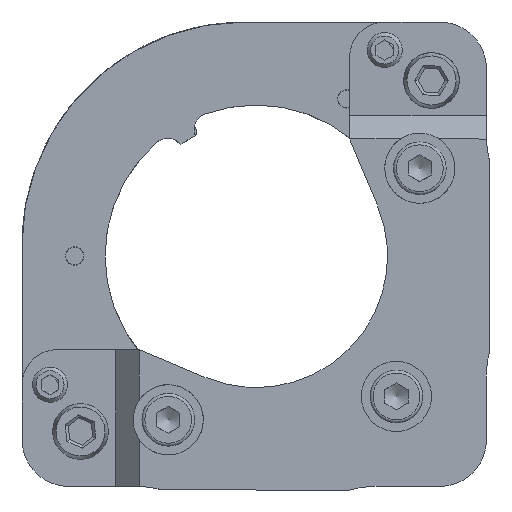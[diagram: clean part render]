
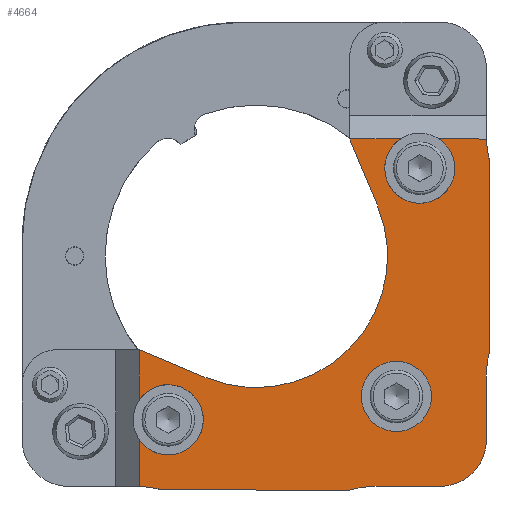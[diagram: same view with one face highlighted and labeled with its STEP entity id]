
A CAD part, left-side view. The second image highlights one B-rep face of the part: STEP entity #4664.
In plain terms, the highlighted face is planar.
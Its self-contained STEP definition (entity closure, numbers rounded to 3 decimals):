
#249=FACE_BOUND('',#747,.T.);
#321=PLANE('',#5199);
#469=FACE_OUTER_BOUND('',#746,.T.);
#746=EDGE_LOOP('',(#3476,#3477,#3478,#3479,#3480,#3481,#3482,#3483,#3484,
#3485,#3486,#3487,#3488,#3489,#3490,#3491,#3492,#3493,#3494,#3495));
#747=EDGE_LOOP('',(#3496,#3497));
#1034=LINE('',#7473,#1359);
#1038=LINE('',#7482,#1363);
#1060=LINE('',#7830,#1385);
#1063=LINE('',#7836,#1388);
#1075=LINE('',#7867,#1400);
#1078=LINE('',#7874,#1403);
#1080=LINE('',#7888,#1405);
#1081=LINE('',#7892,#1406);
#1082=LINE('',#7896,#1407);
#1083=LINE('',#7899,#1408);
#1359=VECTOR('',#5946,10.);
#1363=VECTOR('',#5952,10.);
#1385=VECTOR('',#6000,10.);
#1388=VECTOR('',#6005,10.);
#1400=VECTOR('',#6031,10.);
#1403=VECTOR('',#6036,10.);
#1405=VECTOR('',#6052,10.);
#1406=VECTOR('',#6055,10.);
#1407=VECTOR('',#6058,10.);
#1408=VECTOR('',#6061,10.);
#1713=CIRCLE('',#5174,11.25);
#1719=CIRCLE('',#5189,8.);
#1721=CIRCLE('',#5195,3.);
#1724=CIRCLE('',#5198,3.);
#1725=CIRCLE('',#5200,8.);
#1726=CIRCLE('',#5201,8.);
#1727=CIRCLE('',#5202,4.);
#1728=CIRCLE('',#5203,8.);
#1729=CIRCLE('',#5204,3.);
#1730=CIRCLE('',#5205,3.);
#1731=CIRCLE('',#5206,3.);
#1732=CIRCLE('',#5207,3.);
#2043=VERTEX_POINT('',#7470);
#2044=VERTEX_POINT('',#7472);
#2047=VERTEX_POINT('',#7479);
#2048=VERTEX_POINT('',#7481);
#2079=VERTEX_POINT('',#7826);
#2080=VERTEX_POINT('',#7827);
#2081=VERTEX_POINT('',#7829);
#2092=VERTEX_POINT('',#7858);
#2094=VERTEX_POINT('',#7864);
#2095=VERTEX_POINT('',#7865);
#2098=VERTEX_POINT('',#7872);
#2099=VERTEX_POINT('',#7876);
#2102=VERTEX_POINT('',#7885);
#2103=VERTEX_POINT('',#7887);
#2104=VERTEX_POINT('',#7889);
#2105=VERTEX_POINT('',#7891);
#2106=VERTEX_POINT('',#7893);
#2107=VERTEX_POINT('',#7895);
#2108=VERTEX_POINT('',#7897);
#2109=VERTEX_POINT('',#7900);
#2110=VERTEX_POINT('',#7903);
#2111=VERTEX_POINT('',#7904);
#2565=EDGE_CURVE('',#2044,#2043,#1034,.T.);
#2569=EDGE_CURVE('',#2048,#2047,#1038,.T.);
#2580=EDGE_CURVE('',#2047,#2044,#1713,.T.);
#2608=EDGE_CURVE('',#2080,#2081,#1060,.T.);
#2612=EDGE_CURVE('',#2048,#2079,#1063,.T.);
#2623=EDGE_CURVE('',#2092,#2081,#1719,.F.);
#2627=EDGE_CURVE('',#2095,#2043,#1075,.T.);
#2631=EDGE_CURVE('',#2098,#2094,#1078,.T.);
#2632=EDGE_CURVE('',#2099,#2094,#1721,.T.);
#2636=EDGE_CURVE('',#2095,#2099,#1724,.T.);
#2637=EDGE_CURVE('',#2098,#2102,#1725,.F.);
#2638=EDGE_CURVE('',#2102,#2103,#1080,.T.);
#2639=EDGE_CURVE('',#2103,#2104,#1726,.F.);
#2640=EDGE_CURVE('',#2104,#2105,#1081,.T.);
#2641=EDGE_CURVE('',#2106,#2105,#1727,.T.);
#2642=EDGE_CURVE('',#2106,#2107,#1082,.T.);
#2643=EDGE_CURVE('',#2107,#2108,#1728,.F.);
#2644=EDGE_CURVE('',#2108,#2092,#1083,.T.);
#2645=EDGE_CURVE('',#2080,#2109,#1729,.T.);
#2646=EDGE_CURVE('',#2109,#2079,#1730,.T.);
#2647=EDGE_CURVE('',#2110,#2111,#1731,.T.);
#2648=EDGE_CURVE('',#2111,#2110,#1732,.T.);
#3476=ORIENTED_EDGE('',*,*,#2565,.T.);
#3477=ORIENTED_EDGE('',*,*,#2627,.F.);
#3478=ORIENTED_EDGE('',*,*,#2636,.T.);
#3479=ORIENTED_EDGE('',*,*,#2632,.T.);
#3480=ORIENTED_EDGE('',*,*,#2631,.F.);
#3481=ORIENTED_EDGE('',*,*,#2637,.T.);
#3482=ORIENTED_EDGE('',*,*,#2638,.T.);
#3483=ORIENTED_EDGE('',*,*,#2639,.T.);
#3484=ORIENTED_EDGE('',*,*,#2640,.T.);
#3485=ORIENTED_EDGE('',*,*,#2641,.F.);
#3486=ORIENTED_EDGE('',*,*,#2642,.T.);
#3487=ORIENTED_EDGE('',*,*,#2643,.T.);
#3488=ORIENTED_EDGE('',*,*,#2644,.T.);
#3489=ORIENTED_EDGE('',*,*,#2623,.T.);
#3490=ORIENTED_EDGE('',*,*,#2608,.F.);
#3491=ORIENTED_EDGE('',*,*,#2645,.T.);
#3492=ORIENTED_EDGE('',*,*,#2646,.T.);
#3493=ORIENTED_EDGE('',*,*,#2612,.F.);
#3494=ORIENTED_EDGE('',*,*,#2569,.T.);
#3495=ORIENTED_EDGE('',*,*,#2580,.T.);
#3496=ORIENTED_EDGE('',*,*,#2647,.T.);
#3497=ORIENTED_EDGE('',*,*,#2648,.T.);
#4664=ADVANCED_FACE('',(#469,#249),#321,.T.);
#5174=AXIS2_PLACEMENT_3D('',#7503,#5967,#5968);
#5189=AXIS2_PLACEMENT_3D('',#7859,#6022,#6023);
#5195=AXIS2_PLACEMENT_3D('',#7877,#6039,#6040);
#5198=AXIS2_PLACEMENT_3D('',#7883,#6046,#6047);
#5199=AXIS2_PLACEMENT_3D('',#7884,#6048,#6049);
#5200=AXIS2_PLACEMENT_3D('',#7886,#6050,#6051);
#5201=AXIS2_PLACEMENT_3D('',#7890,#6053,#6054);
#5202=AXIS2_PLACEMENT_3D('',#7894,#6056,#6057);
#5203=AXIS2_PLACEMENT_3D('',#7898,#6059,#6060);
#5204=AXIS2_PLACEMENT_3D('',#7901,#6062,#6063);
#5205=AXIS2_PLACEMENT_3D('',#7902,#6064,#6065);
#5206=AXIS2_PLACEMENT_3D('',#7905,#6066,#6067);
#5207=AXIS2_PLACEMENT_3D('',#7906,#6068,#6069);
#5946=DIRECTION('',(0.,0.922,-0.388));
#5952=DIRECTION('',(0.,-0.388,0.922));
#5967=DIRECTION('center_axis',(-1.,0.,0.));
#5968=DIRECTION('ref_axis',(0.,0.,-1.));
#6000=DIRECTION('',(0.,-1.,0.));
#6005=DIRECTION('',(0.,-1.,0.));
#6022=DIRECTION('center_axis',(1.,0.,0.));
#6023=DIRECTION('ref_axis',(0.,0.963,0.271));
#6031=DIRECTION('',(0.,0.,-1.));
#6036=DIRECTION('',(0.,0.,-1.));
#6039=DIRECTION('center_axis',(-1.,0.,0.));
#6040=DIRECTION('ref_axis',(0.,0.,-1.));
#6046=DIRECTION('center_axis',(-1.,0.,0.));
#6047=DIRECTION('ref_axis',(0.,0.,-1.));
#6048=DIRECTION('center_axis',(1.,0.,0.));
#6049=DIRECTION('ref_axis',(0.,0.,-1.));
#6050=DIRECTION('center_axis',(1.,0.,0.));
#6051=DIRECTION('ref_axis',(0.,-0.271,-0.962));
#6052=DIRECTION('',(0.,-1.,0.));
#6053=DIRECTION('center_axis',(1.,0.,0.));
#6054=DIRECTION('ref_axis',(0.,0.271,-0.963));
#6055=DIRECTION('',(0.,-1.,0.));
#6056=DIRECTION('center_axis',(-1.,0.,0.));
#6057=DIRECTION('ref_axis',(0.,-0.707,0.707));
#6058=DIRECTION('',(0.,0.,-1.));
#6059=DIRECTION('center_axis',(1.,0.,0.));
#6060=DIRECTION('ref_axis',(0.,0.963,-0.271));
#6061=DIRECTION('',(0.,0.,-1.));
#6062=DIRECTION('center_axis',(-1.,0.,0.));
#6063=DIRECTION('ref_axis',(0.,0.,-1.));
#6064=DIRECTION('center_axis',(-1.,0.,0.));
#6065=DIRECTION('ref_axis',(0.,0.,-1.));
#6066=DIRECTION('center_axis',(-1.,0.,0.));
#6067=DIRECTION('ref_axis',(0.,0.,-1.));
#6068=DIRECTION('center_axis',(-1.,0.,0.));
#6069=DIRECTION('ref_axis',(0.,0.,-1.));
#7470=CARTESIAN_POINT('',(16.,9.868,1.18));
#7472=CARTESIAN_POINT('',(16.,4.228,3.551));
#7473=CARTESIAN_POINT('',(16.,4.228,3.551));
#7479=CARTESIAN_POINT('',(16.,-10.503,-11.18));
#7481=CARTESIAN_POINT('',(16.,-8.132,-16.82));
#7482=CARTESIAN_POINT('',(16.,-9.317,-14.));
#7503=CARTESIAN_POINT('Origin',(16.,-0.132,-6.82));
#7826=CARTESIAN_POINT('',(16.,-12.473,-16.82));
#7827=CARTESIAN_POINT('',(16.,-15.79,-16.82));
#7829=CARTESIAN_POINT('',(16.,-19.834,-16.82));
#7830=CARTESIAN_POINT('',(16.,-12.329,-16.82));
#7836=CARTESIAN_POINT('',(16.,-12.329,-16.82));
#7858=CARTESIAN_POINT('',(16.,-20.132,-14.82));
#7859=CARTESIAN_POINT('Origin',(16.,-27.832,-16.991));
#7864=CARTESIAN_POINT('',(16.,9.868,8.838));
#7865=CARTESIAN_POINT('',(16.,9.868,5.521));
#7867=CARTESIAN_POINT('',(16.,9.868,-5.677));
#7872=CARTESIAN_POINT('',(16.,9.868,12.881));
#7874=CARTESIAN_POINT('',(16.,9.868,-5.677));
#7876=CARTESIAN_POINT('',(16.,7.368,10.18));
#7877=CARTESIAN_POINT('Origin',(16.,7.368,7.18));
#7883=CARTESIAN_POINT('Origin',(16.,7.368,7.18));
#7884=CARTESIAN_POINT('Origin',(16.,-0.132,-6.82));
#7885=CARTESIAN_POINT('',(16.,7.868,13.18));
#7886=CARTESIAN_POINT('Origin',(16.,10.038,20.88));
#7887=CARTESIAN_POINT('',(16.,-8.132,13.18));
#7888=CARTESIAN_POINT('',(16.,-20.132,13.18));
#7889=CARTESIAN_POINT('',(16.,-10.302,12.88));
#7890=CARTESIAN_POINT('Origin',(16.,-10.302,20.88));
#7891=CARTESIAN_POINT('',(16.,-15.832,12.88));
#7892=CARTESIAN_POINT('',(16.,-4.132,12.88));
#7893=CARTESIAN_POINT('',(16.,-19.832,8.88));
#7894=CARTESIAN_POINT('Origin',(16.,-15.832,8.88));
#7895=CARTESIAN_POINT('',(16.,-19.832,3.35));
#7896=CARTESIAN_POINT('',(16.,-19.832,3.18));
#7897=CARTESIAN_POINT('',(16.,-20.132,1.18));
#7898=CARTESIAN_POINT('Origin',(16.,-27.832,3.35));
#7899=CARTESIAN_POINT('',(16.,-20.132,-26.82));
#7900=CARTESIAN_POINT('',(16.,-14.132,-11.32));
#7901=CARTESIAN_POINT('Origin',(16.,-14.132,-14.32));
#7902=CARTESIAN_POINT('Origin',(16.,-14.132,-14.32));
#7903=CARTESIAN_POINT('',(16.,-12.132,2.18));
#7904=CARTESIAN_POINT('',(16.,-12.132,8.18));
#7905=CARTESIAN_POINT('Origin',(16.,-12.132,5.18));
#7906=CARTESIAN_POINT('Origin',(16.,-12.132,5.18));
